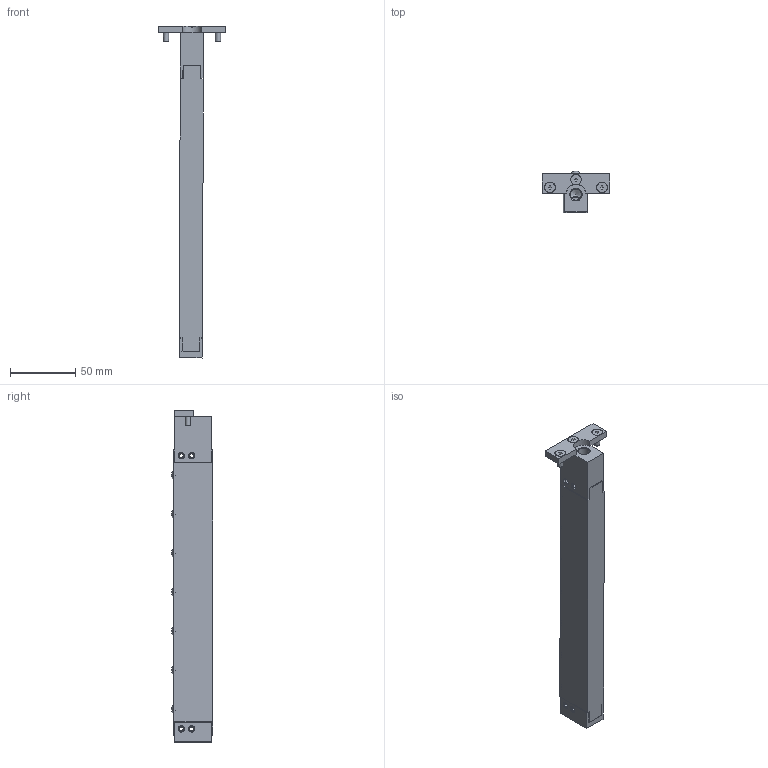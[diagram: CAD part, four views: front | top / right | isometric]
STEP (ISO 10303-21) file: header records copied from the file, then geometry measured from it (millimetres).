
FILE_DESCRIPTION(/* description */ ('DIE LIFTER'),/* implementation_level */ '2;1');
FILE_NAME(/* name */ 'EHB18-07.stp',/* time_stamp */ '2019-11-20T11:02:18+08:00',/* author */ ('yue.yang'),/* organization */ (''),/* preprocessor_version */ 'ST-DEVELOPER v17',/* originating_system */ 'Autodesk Inventor 2019',/* authorisation */ '');
FILE_SCHEMA (('AUTOMOTIVE_DESIGN { 1 0 10303 214 3 1 1 }'));
Length unit declared in the file: millimetre
Products named in the file (2): EHB18-07; EHB18-07_Substitute_1
Assembly tree (1 placements, depth 2):
  EHB18-07
    EHB18-07_Substitute_1
Bounding box: 52.02 x 31.56 x 255.13 mm (x, y, z)
Volume: 107633.4 mm3; surface area: 53821.8 mm2
Topology: 15 solids, 15 shells, 367 faces, 1123 edges, 770 vertices
Faces by surface type: plane 156, cylinder 105, cone 60, torus 39, sphere 7
Full cylindrical faces by diameter (mm): 3 x2, 4 x2, 4.3 x2, 5 x16, 5.5 x1, 6.647 x2, 7.5 x1, 8 x3, 8.566 x1, 10 x3, 10.2 x7, 12.05 x7, 13.5 x7, 13.55 x7, 15.55 x7, 15.7 x7
Entity records: 14502 total; most frequent: CARTESIAN_POINT 3561, DIRECTION 2298, ORIENTED_EDGE 2194, EDGE_CURVE 1097, AXIS2_PLACEMENT_3D 955, VERTEX_POINT 770, CIRCLE 585, EDGE_LOOP 455
